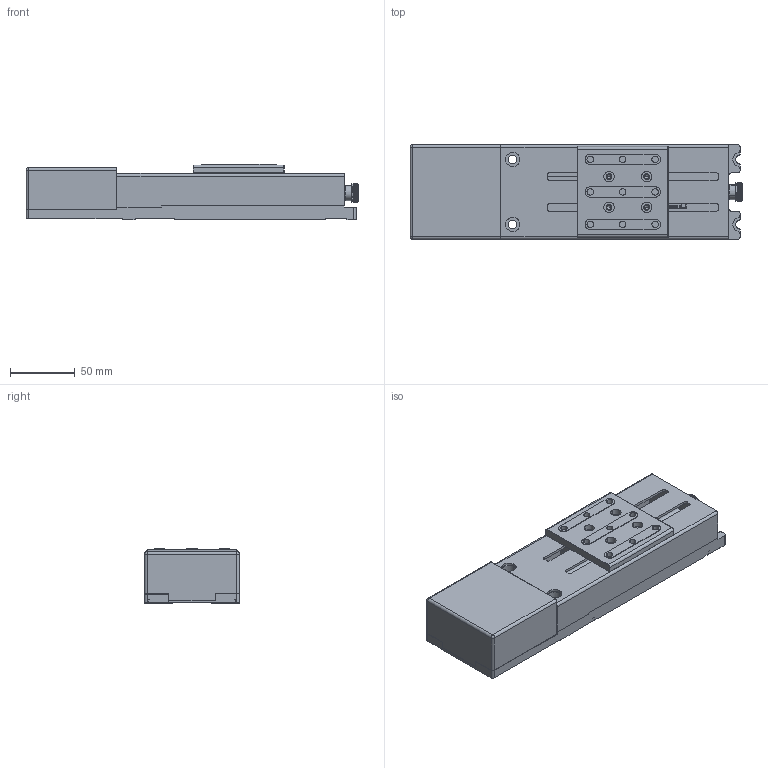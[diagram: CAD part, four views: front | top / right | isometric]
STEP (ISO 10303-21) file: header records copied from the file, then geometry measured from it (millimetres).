
FILE_DESCRIPTION (( 'STEP AP203' ), '1' );
FILE_NAME ('528653.STEP', '2024-09-21T08:00:07', ( '' ), ( '' ), 'SwSTEP 2.0', 'SolidWorks 2020', '' );
FILE_SCHEMA (( 'CONFIG_CONTROL_DESIGN' ));
Products named in the file (1): 528653
Bounding box: 255.5 x 73 x 42.5 mm (x, y, z)
Volume: 457305.9 mm3; surface area: 197598.9 mm2
Topology: 45 solids, 45 shells, 2313 faces, 5708 edges, 3492 vertices
Faces by surface type: plane 1187, cylinder 740, cone 380, torus 4, sphere 2
Entity records: 68716 total; most frequent: CARTESIAN_POINT 13422, DIRECTION 11723, ORIENTED_EDGE 11168, EDGE_CURVE 5584, AXIS2_PLACEMENT_3D 4107, VECTOR 3509, LINE 3509, VERTEX_POINT 3492
